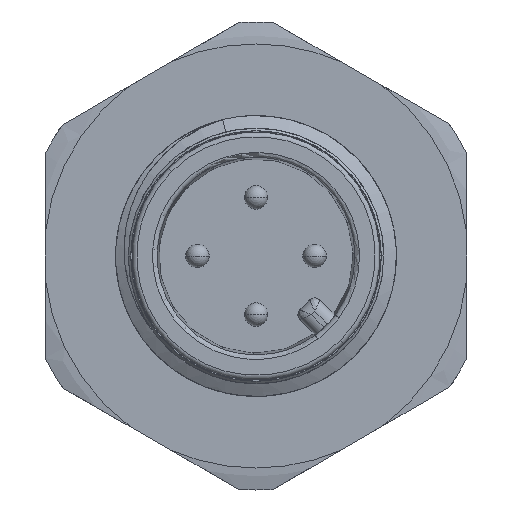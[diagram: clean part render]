
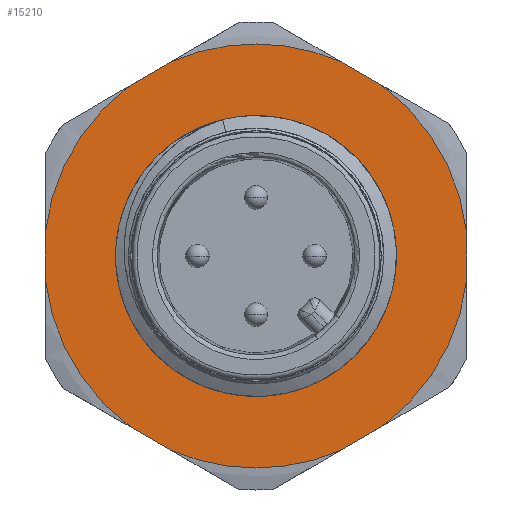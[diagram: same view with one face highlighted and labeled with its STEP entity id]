
A CAD part, left-side view. The second image highlights one B-rep face of the part: STEP entity #15210.
In plain terms, the highlighted planar face has unit normal (-1, 0, 0).
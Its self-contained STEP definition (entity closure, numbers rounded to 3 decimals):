
#662=CARTESIAN_POINT('',(9.4,-9.,1.044));
#664=DIRECTION('',(0.,0.,-1.));
#665=VECTOR('',#664,2.088);
#666=CARTESIAN_POINT('',(9.4,-9.,1.044));
#667=LINE('',#666,#665);
#668=CARTESIAN_POINT('',(9.4,0.,0.));
#669=DIRECTION('',(1.,0.,0.));
#670=DIRECTION('',(0.,-0.993,-0.115));
#671=AXIS2_PLACEMENT_3D('',#668,#669,#670);
#673=DIRECTION('',(0.,0.865,-0.502));
#674=VECTOR('',#673,2.088);
#675=CARTESIAN_POINT('',(9.4,-5.419,-7.261));
#676=LINE('',#675,#674);
#677=CARTESIAN_POINT('',(9.4,0.,0.));
#678=DIRECTION('',(1.,0.,0.));
#679=DIRECTION('',(0.,-0.399,-0.917));
#680=AXIS2_PLACEMENT_3D('',#677,#678,#679);
#682=CARTESIAN_POINT('',(9.4,0.,0.));
#683=DIRECTION('',(1.,0.,0.));
#684=DIRECTION('',(0.,0.,-1.));
#685=AXIS2_PLACEMENT_3D('',#682,#683,#684);
#687=DIRECTION('',(0.,0.867,0.499));
#688=VECTOR('',#687,1.946);
#689=CARTESIAN_POINT('',(9.4,3.653,-8.291));
#690=LINE('',#689,#688);
#691=CARTESIAN_POINT('',(9.4,0.,0.));
#692=DIRECTION('',(1.,0.,0.));
#693=DIRECTION('',(0.,0.589,-0.808));
#694=AXIS2_PLACEMENT_3D('',#691,#692,#693);
#696=CARTESIAN_POINT('',(9.4,0.,0.));
#697=DIRECTION('',(1.,0.,0.));
#698=DIRECTION('',(0.,0.993,0.115));
#699=AXIS2_PLACEMENT_3D('',#696,#697,#698);
#701=DIRECTION('',(0.,-0.865,0.502));
#702=VECTOR('',#701,2.088);
#703=CARTESIAN_POINT('',(9.4,5.419,7.261));
#704=LINE('',#703,#702);
#705=CARTESIAN_POINT('',(9.4,0.,0.));
#706=DIRECTION('',(1.,0.,0.));
#707=DIRECTION('',(0.,0.399,0.917));
#708=AXIS2_PLACEMENT_3D('',#705,#706,#707);
#710=CARTESIAN_POINT('',(9.4,0.,0.));
#711=DIRECTION('',(1.,0.,0.));
#712=DIRECTION('',(0.,0.,1.));
#713=AXIS2_PLACEMENT_3D('',#710,#711,#712);
#715=DIRECTION('',(0.,-0.867,-0.499));
#716=VECTOR('',#715,1.946);
#717=CARTESIAN_POINT('',(9.4,-3.653,8.291));
#718=LINE('',#717,#716);
#719=CARTESIAN_POINT('',(9.4,0.,0.));
#720=DIRECTION('',(1.,0.,0.));
#721=DIRECTION('',(0.,-0.589,0.808));
#722=AXIS2_PLACEMENT_3D('',#719,#720,#721);
#724=CARTESIAN_POINT('',(9.4,-9.,-1.044));
#750=DIRECTION('',(0.,0.,-1.));
#751=VECTOR('',#750,2.088);
#752=CARTESIAN_POINT('',(9.4,9.,1.044));
#753=LINE('',#752,#751);
#7140=CARTESIAN_POINT('',(9.4,0.,0.));
#7141=DIRECTION('',(1.,0.,0.));
#7142=DIRECTION('',(0.,1.,0.));
#7143=AXIS2_PLACEMENT_3D('',#7140,#7141,#7142);
#8999=CARTESIAN_POINT('',(9.4,0.,0.));
#9000=DIRECTION('',(1.,0.,0.));
#9001=DIRECTION('',(0.,-1.,0.));
#9002=AXIS2_PLACEMENT_3D('',#8999,#9000,#9001);
#11941=VERTEX_POINT('',#724);
#11944=VERTEX_POINT('',#662);
#12350=CARTESIAN_POINT('',(9.4,-5.419,
-7.261));
#12351=VERTEX_POINT('',#12350);
#12352=CARTESIAN_POINT('',(9.4,-3.613,
-8.309));
#12353=VERTEX_POINT('',#12352);
#12354=CARTESIAN_POINT('',(9.4,0.,
-9.06));
#12355=VERTEX_POINT('',#12354);
#12356=CARTESIAN_POINT('',(9.4,3.653,
-8.291));
#12357=VERTEX_POINT('',#12356);
#12358=CARTESIAN_POINT('',(9.4,5.339,
-7.32));
#12359=VERTEX_POINT('',#12358);
#12360=CARTESIAN_POINT('',(9.4,9.,-1.044));
#12361=VERTEX_POINT('',#12360);
#12362=CARTESIAN_POINT('',(9.4,9.,1.044));
#12363=VERTEX_POINT('',#12362);
#12364=CARTESIAN_POINT('',(9.4,5.419,7.261));
#12365=VERTEX_POINT('',#12364);
#12366=CARTESIAN_POINT('',(9.4,3.613,8.309));
#12367=VERTEX_POINT('',#12366);
#12368=CARTESIAN_POINT('',(9.4,0.,
9.06));
#12369=VERTEX_POINT('',#12368);
#12370=CARTESIAN_POINT('',(9.4,-3.653,
8.291));
#12371=VERTEX_POINT('',#12370);
#12372=CARTESIAN_POINT('',(9.4,-5.339,
7.32));
#12373=VERTEX_POINT('',#12372);
#13523=CARTESIAN_POINT('',(9.4,-5.759,0.));
#13525=VERTEX_POINT('',#13523);
#13535=CARTESIAN_POINT('',(9.4,5.758,0.));
#13536=VERTEX_POINT('',#13535);
#15171=CARTESIAN_POINT('',(9.4,0.,0.));
#15172=DIRECTION('',(1.,0.,0.));
#15173=DIRECTION('',(0.,-1.,0.));
#15174=AXIS2_PLACEMENT_3D('',#15171,#15172,#15173);
#15175=PLANE('',#15174);
#15176=ORIENTED_EDGE('',*,*,#14666,.T.);
#15178=ORIENTED_EDGE('',*,*,#15177,.T.);
#15180=ORIENTED_EDGE('',*,*,#15179,.T.);
#15182=ORIENTED_EDGE('',*,*,#15181,.T.);
#15184=ORIENTED_EDGE('',*,*,#15183,.T.);
#15186=ORIENTED_EDGE('',*,*,#15185,.T.);
#15188=ORIENTED_EDGE('',*,*,#15187,.T.);
#15190=ORIENTED_EDGE('',*,*,#15189,.F.);
#15192=ORIENTED_EDGE('',*,*,#15191,.T.);
#15194=ORIENTED_EDGE('',*,*,#15193,.T.);
#15196=ORIENTED_EDGE('',*,*,#15195,.T.);
#15198=ORIENTED_EDGE('',*,*,#15197,.T.);
#15200=ORIENTED_EDGE('',*,*,#15199,.T.);
#15201=ORIENTED_EDGE('',*,*,#15164,.T.);
#15202=EDGE_LOOP('',(#15176,#15178,#15180,#15182,#15184,#15186,#15188,#15190,
#15192,#15194,#15196,#15198,#15200,#15201));
#15203=FACE_OUTER_BOUND('',#15202,.F.);
#15205=ORIENTED_EDGE('',*,*,#15204,.F.);
#15207=ORIENTED_EDGE('',*,*,#15206,.F.);
#15208=EDGE_LOOP('',(#15205,#15207));
#15209=FACE_BOUND('',#15208,.F.);
#15210=ADVANCED_FACE('',(#15203,#15209),#15175,.F.);
#672=CIRCLE('',#671,9.06);
#681=CIRCLE('',#680,9.06);
#686=CIRCLE('',#685,9.06);
#695=CIRCLE('',#694,9.06);
#700=CIRCLE('',#699,9.06);
#709=CIRCLE('',#708,9.06);
#714=CIRCLE('',#713,9.06);
#723=CIRCLE('',#722,9.06);
#7144=CIRCLE('',#7143,5.759);
#9003=CIRCLE('',#9002,5.759);
#14666=EDGE_CURVE('',#11944,#11941,#667,.T.);
#15164=EDGE_CURVE('',#12373,#11944,#723,.T.);
#15177=EDGE_CURVE('',#11941,#12351,#672,.T.);
#15179=EDGE_CURVE('',#12351,#12353,#676,.T.);
#15181=EDGE_CURVE('',#12353,#12355,#681,.T.);
#15183=EDGE_CURVE('',#12355,#12357,#686,.T.);
#15185=EDGE_CURVE('',#12357,#12359,#690,.T.);
#15187=EDGE_CURVE('',#12359,#12361,#695,.T.);
#15189=EDGE_CURVE('',#12363,#12361,#753,.T.);
#15191=EDGE_CURVE('',#12363,#12365,#700,.T.);
#15193=EDGE_CURVE('',#12365,#12367,#704,.T.);
#15195=EDGE_CURVE('',#12367,#12369,#709,.T.);
#15197=EDGE_CURVE('',#12369,#12371,#714,.T.);
#15199=EDGE_CURVE('',#12371,#12373,#718,.T.);
#15204=EDGE_CURVE('',#13536,#13525,#7144,.T.);
#15206=EDGE_CURVE('',#13525,#13536,#9003,.T.);
